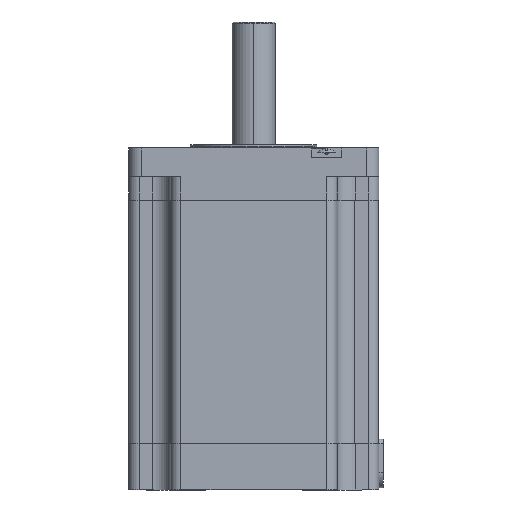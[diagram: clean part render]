
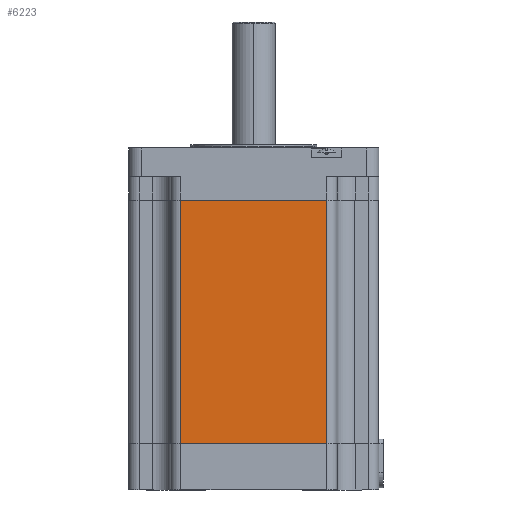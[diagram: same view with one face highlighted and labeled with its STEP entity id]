
A CAD part, left-side view. The second image highlights one B-rep face of the part: STEP entity #6223.
In plain terms, the highlighted planar face has unit normal (-1, 0, 0).
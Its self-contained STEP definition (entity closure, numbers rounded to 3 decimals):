
#2305=DIRECTION('',(0.,0.,1.));
#2306=VECTOR('',#2305,107.);
#2307=CARTESIAN_POINT('',(-54.87,-32.02,20.4));
#2308=LINE('',#2307,#2306);
#2309=DIRECTION('',(0.,-1.,0.));
#2310=VECTOR('',#2309,64.04);
#2311=CARTESIAN_POINT('',(-54.87,32.02,127.4));
#2312=LINE('',#2311,#2310);
#2313=DIRECTION('',(0.,1.,0.));
#2314=VECTOR('',#2313,64.04);
#2315=CARTESIAN_POINT('',(-54.87,-32.02,20.4));
#2316=LINE('',#2315,#2314);
#2322=DIRECTION('',(0.,0.,-1.));
#2323=VECTOR('',#2322,107.);
#2324=CARTESIAN_POINT('',(-54.87,32.02,127.4));
#2325=LINE('',#2324,#2323);
#2944=CARTESIAN_POINT('',(-54.87,32.02,20.4));
#2945=VERTEX_POINT('',#2944);
#2946=CARTESIAN_POINT('',(-54.87,-32.02,20.4));
#2947=VERTEX_POINT('',#2946);
#3048=CARTESIAN_POINT('',(-54.87,-32.02,127.4));
#3049=VERTEX_POINT('',#3048);
#3050=CARTESIAN_POINT('',(-54.87,32.02,127.4));
#3051=VERTEX_POINT('',#3050);
#6209=CARTESIAN_POINT('',(-54.87,36.52,21.15));
#6210=DIRECTION('',(-1.,0.,0.));
#6211=DIRECTION('',(0.,-1.,0.));
#6212=AXIS2_PLACEMENT_3D('',#6209,#6210,#6211);
#6213=PLANE('',#6212);
#6215=ORIENTED_EDGE('',*,*,#6214,.T.);
#6216=ORIENTED_EDGE('',*,*,#6204,.F.);
#6218=ORIENTED_EDGE('',*,*,#6217,.T.);
#6220=ORIENTED_EDGE('',*,*,#6219,.F.);
#6221=EDGE_LOOP('',(#6215,#6216,#6218,#6220));
#6222=FACE_OUTER_BOUND('',#6221,.F.);
#6223=ADVANCED_FACE('',(#6222),#6213,.T.);
#6204=EDGE_CURVE('',#2947,#3049,#2308,.T.);
#6214=EDGE_CURVE('',#3051,#3049,#2312,.T.);
#6217=EDGE_CURVE('',#2947,#2945,#2316,.T.);
#6219=EDGE_CURVE('',#3051,#2945,#2325,.T.);
